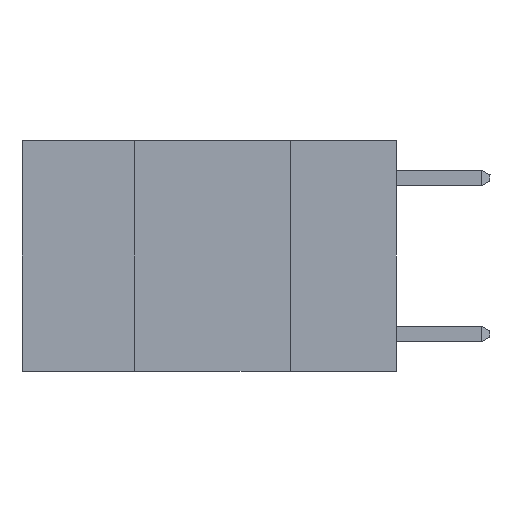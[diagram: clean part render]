
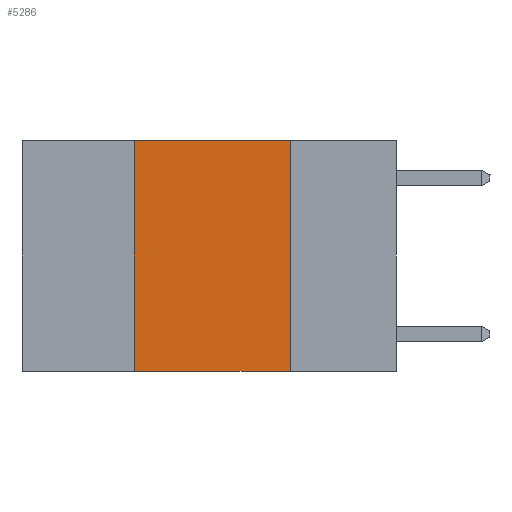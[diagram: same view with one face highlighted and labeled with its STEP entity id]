
A CAD part, left-side view. The second image highlights one B-rep face of the part: STEP entity #5286.
In plain terms, the highlighted planar face has unit normal (-1, 0, 0).
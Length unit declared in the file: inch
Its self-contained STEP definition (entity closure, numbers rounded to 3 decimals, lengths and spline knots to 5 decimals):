
#4 = VERTEX_POINT ( 'NONE', #12204 ) ;
#179 = DIRECTION ( 'NONE',  ( 1., 0., 0. ) ) ;
#544 = ORIENTED_EDGE ( 'NONE', *, *, #11433, .F. ) ;
#963 = VECTOR ( 'NONE', #8677, 39.37008 ) ;
#1642 = VERTEX_POINT ( 'NONE', #16839 ) ;
#2234 = VECTOR ( 'NONE', #17986, 39.37008 ) ;
#2255 = CARTESIAN_POINT ( 'NONE',  ( 0., 0.42, -0.37 ) ) ;
#2870 = VERTEX_POINT ( 'NONE', #3559 ) ;
#3066 = AXIS2_PLACEMENT_3D ( 'NONE', #4246, #179, #5895 ) ;
#3067 = ORIENTED_EDGE ( 'NONE', *, *, #5540, .F. ) ;
#3124 = LINE ( 'NONE', #14389, #8074 ) ;
#3324 = CARTESIAN_POINT ( 'NONE',  ( 0., 0.6, -0.37 ) ) ;
#3559 = CARTESIAN_POINT ( 'NONE',  ( 0., 0.17, 0. ) ) ;
#4246 = CARTESIAN_POINT ( 'NONE',  ( 0., 0.6, 0. ) ) ;
#4702 = LINE ( 'NONE', #3324, #2234 ) ;
#5286 = ADVANCED_FACE ( 'NONE', ( #8582 ), #7195, .F. ) ;
#5540 = EDGE_CURVE ( 'NONE', #7574, #4, #12518, .T. ) ;
#5600 = EDGE_LOOP ( 'NONE', ( #544, #11053, #3067, #13000 ) ) ;
#5799 = LINE ( 'NONE', #16903, #963 ) ;
#5895 = DIRECTION ( 'NONE',  ( 0., 0., -1. ) ) ;
#5969 = DIRECTION ( 'NONE',  ( 0., 0., -1. ) ) ;
#6871 = CARTESIAN_POINT ( 'NONE',  ( 0., 0.42, 0. ) ) ;
#7195 = PLANE ( 'NONE',  #3066 ) ;
#7574 = VERTEX_POINT ( 'NONE', #2255 ) ;
#8074 = VECTOR ( 'NONE', #5969, 39.37008 ) ;
#8231 = EDGE_CURVE ( 'NONE', #4, #2870, #5799, .T. ) ;
#8582 = FACE_OUTER_BOUND ( 'NONE', #5600, .T. ) ;
#8677 = DIRECTION ( 'NONE',  ( 0., -1., 0. ) ) ;
#8983 = VECTOR ( 'NONE', #14080, 39.37008 ) ;
#11053 = ORIENTED_EDGE ( 'NONE', *, *, #8231, .F. ) ;
#11433 = EDGE_CURVE ( 'NONE', #2870, #1642, #3124, .T. ) ;
#12204 = CARTESIAN_POINT ( 'NONE',  ( 0., 0.42, 0. ) ) ;
#12518 = LINE ( 'NONE', #6871, #8983 ) ;
#12941 = EDGE_CURVE ( 'NONE', #7574, #1642, #4702, .T. ) ;
#13000 = ORIENTED_EDGE ( 'NONE', *, *, #12941, .T. ) ;
#14080 = DIRECTION ( 'NONE',  ( 0., 0., 1. ) ) ;
#14389 = CARTESIAN_POINT ( 'NONE',  ( 0., 0.17, 0. ) ) ;
#16839 = CARTESIAN_POINT ( 'NONE',  ( 0., 0.17, -0.37 ) ) ;
#16903 = CARTESIAN_POINT ( 'NONE',  ( 0., 0.6, 0. ) ) ;
#17986 = DIRECTION ( 'NONE',  ( 0., -1., 0. ) ) ;
